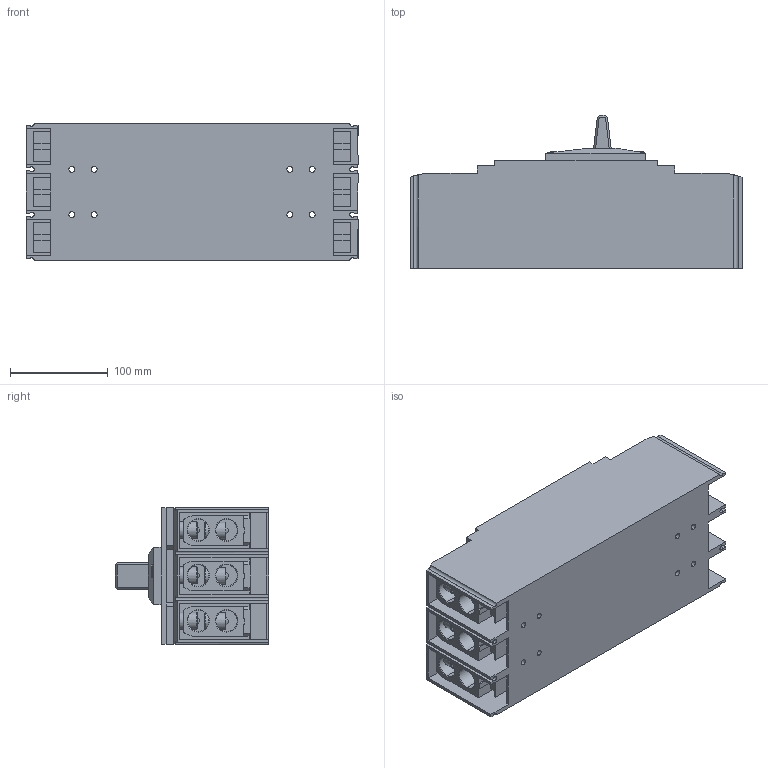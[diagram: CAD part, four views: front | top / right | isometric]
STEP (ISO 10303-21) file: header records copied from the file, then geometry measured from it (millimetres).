
FILE_DESCRIPTION (( 'STEP AP203' ), '1' );
FILE_NAME ('GCB600H-3AA500LL.step', '2021-09-02T13:51:19', ( '' ), ( '' ), 'SwSTEP 2.0', 'SolidWorks 2021', '' );
FILE_SCHEMA (( 'CONFIG_CONTROL_DESIGN' ));
Length unit declared in the file: inch
Products named in the file (1): GCB600H-3AA500LL
Bounding box: 340 x 156.8 x 140 mm (x, y, z)
Volume: 3923413.9 mm3; surface area: 501323.9 mm2
Topology: 24 solids, 24 shells, 1230 faces, 3065 edges, 1901 vertices
Faces by surface type: plane 691, cylinder 266, cone 210, bspline 63
Entity records: 40176 total; most frequent: CARTESIAN_POINT 10877, ORIENTED_EDGE 6088, DIRECTION 5961, EDGE_CURVE 3044, VECTOR 2153, LINE 2153, AXIS2_PLACEMENT_3D 1904, VERTEX_POINT 1901
